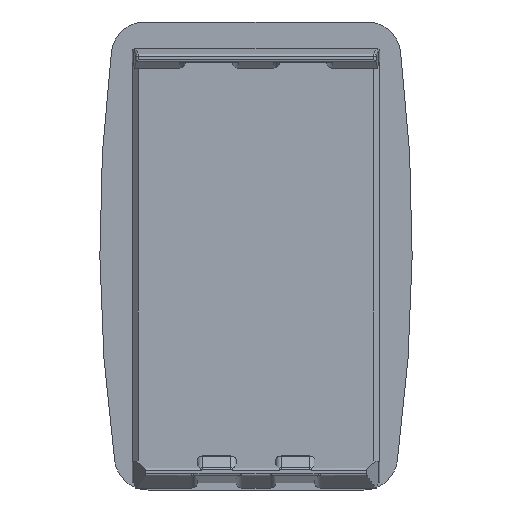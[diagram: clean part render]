
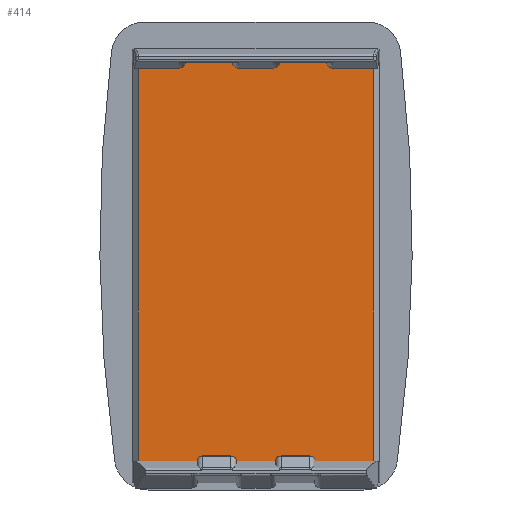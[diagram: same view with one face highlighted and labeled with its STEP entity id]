
A CAD part, top view. The second image highlights one B-rep face of the part: STEP entity #414.
In plain terms, the highlighted planar face has unit normal (0, 0, 1).
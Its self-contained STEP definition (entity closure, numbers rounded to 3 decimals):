
#414=ADVANCED_FACE('',(#624),#531,.F.);
#531=PLANE('',#2872);
#624=FACE_OUTER_BOUND('',#783,.T.);
#783=EDGE_LOOP('',(#1362,#1363,#1364,#1365));
#1362=ORIENTED_EDGE('',*,*,#2193,.F.);
#1363=ORIENTED_EDGE('',*,*,#1998,.T.);
#1364=ORIENTED_EDGE('',*,*,#2194,.F.);
#1365=ORIENTED_EDGE('',*,*,#2073,.F.);
#1748=VERTEX_POINT('',#4054);
#1749=VERTEX_POINT('',#4056);
#1797=VERTEX_POINT('',#4184);
#1799=VERTEX_POINT('',#4192);
#1998=EDGE_CURVE('',#1749,#1748,#2347,.T.);
#2073=EDGE_CURVE('',#1799,#1797,#2402,.T.);
#2193=EDGE_CURVE('',#1749,#1799,#2446,.T.);
#2194=EDGE_CURVE('',#1797,#1748,#2447,.T.);
#2347=LINE('',#4055,#2552);
#2402=LINE('',#4193,#2607);
#2446=LINE('',#4470,#2651);
#2447=LINE('',#4471,#2652);
#2552=VECTOR('',#3189,1.);
#2607=VECTOR('',#3308,1.);
#2651=VECTOR('',#3594,1.);
#2652=VECTOR('',#3595,1.);
#2872=AXIS2_PLACEMENT_3D('',#4472,#3596,#3597);
#3189=DIRECTION('',(-1.,0.,0.));
#3308=DIRECTION('',(-1.,0.,0.));
#3594=DIRECTION('',(0.,-1.,0.));
#3595=DIRECTION('',(0.,1.,0.));
#3596=DIRECTION('',(0.,0.,-1.));
#3597=DIRECTION('',(-1.,0.,0.));
#4054=CARTESIAN_POINT('',(-10.5,16.15,0.5));
#4055=CARTESIAN_POINT('',(11.,16.15,0.5));
#4056=CARTESIAN_POINT('',(10.5,16.15,0.5));
#4184=CARTESIAN_POINT('',(-10.5,-19.35,0.5));
#4192=CARTESIAN_POINT('',(10.5,-19.35,0.5));
#4193=CARTESIAN_POINT('',(11.,-19.35,0.5));
#4470=CARTESIAN_POINT('',(10.5,16.75,0.5));
#4471=CARTESIAN_POINT('',(-10.5,16.75,0.5));
#4472=CARTESIAN_POINT('',(-11.,16.75,0.5));
